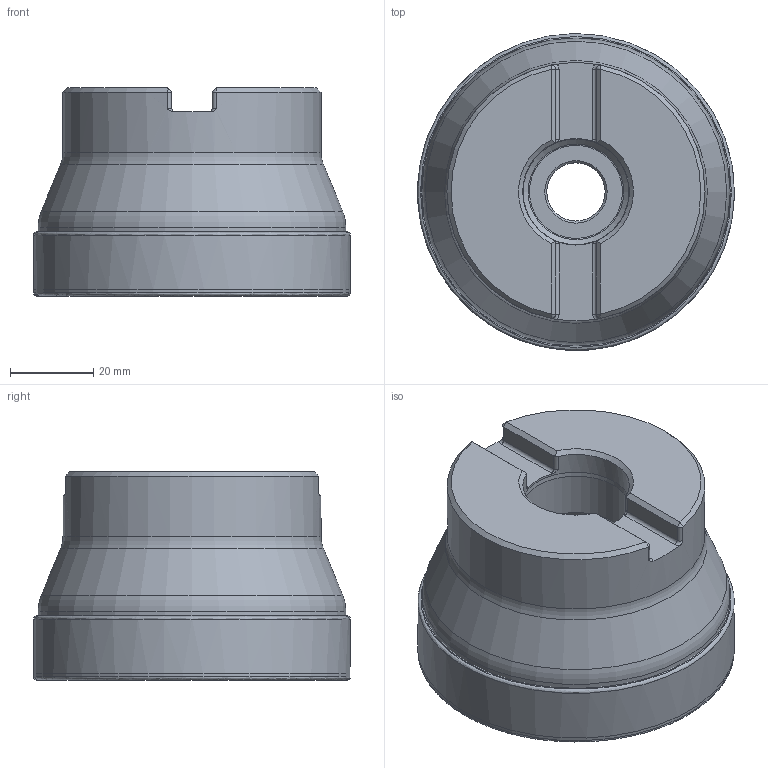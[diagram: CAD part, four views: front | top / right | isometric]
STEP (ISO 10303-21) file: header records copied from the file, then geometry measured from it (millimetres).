
FILE_DESCRIPTION(/* description */ (''),/* implementation_level */ '2;1');
FILE_NAME(/* name */ '202742826ndi000_00.stp',/* time_stamp */ '2019-12-06T09:52:23+01:00',/* author */ (''),/* organization */ (''),/* preprocessor_version */ 'ST-DEVELOPER v16.7',/* originating_system */ 'SIEMENS PLM Software NX 12.0',/* authorisation */ '');
FILE_SCHEMA (('AUTOMOTIVE_DESIGN { 1 0 10303 214 3 1 1 1 }'));
Length unit declared in the file: millimetre
Products named in the file (1): mp5439C409432voh
Bounding box: 76.08 x 76.07 x 50 mm (x, y, z)
Volume: 186473.7 mm3; surface area: 31260.9 mm2
Topology: 2 solids, 2 shells, 94 faces, 228 edges, 134 vertices
Faces by surface type: cylinder 28, cone 21, torus 17, plane 16, revolution 12
Full cylindrical faces by diameter (mm): 14 x1, 21 x1, 25.407 x1, 25.6 x1, 62 x1, 73.899 x1
Entity records: 2821 total; most frequent: CARTESIAN_POINT 886, DIRECTION 396, ORIENTED_EDGE 338, AXIS2_PLACEMENT_3D 170, EDGE_CURVE 169, EDGE_LOOP 138, VERTEX_POINT 119, ADVANCED_FACE 94
